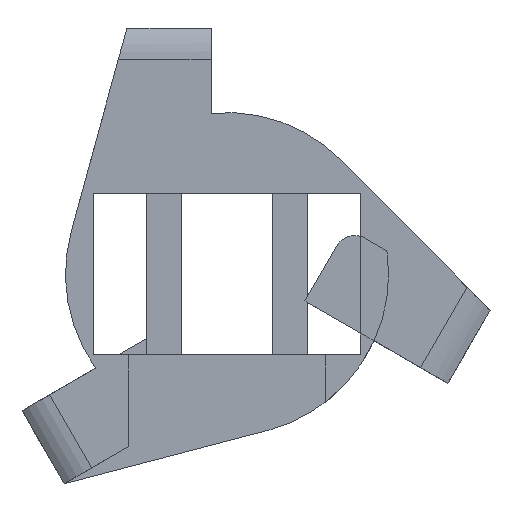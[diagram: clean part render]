
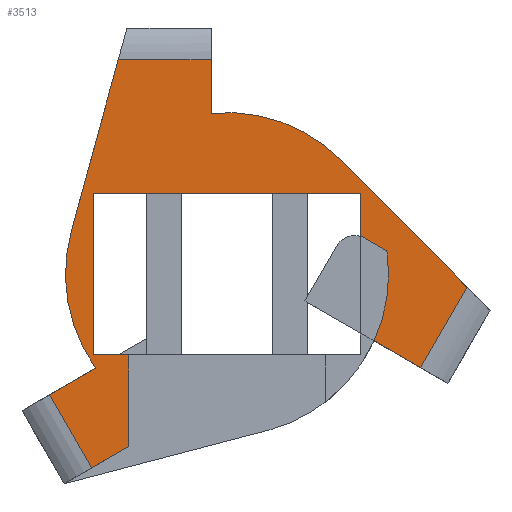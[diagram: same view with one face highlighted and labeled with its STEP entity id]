
A CAD part, front view. The second image highlights one B-rep face of the part: STEP entity #3513.
In plain terms, the highlighted planar face has unit normal (0, -1, 0).
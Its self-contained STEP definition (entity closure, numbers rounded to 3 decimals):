
#60=PLANE('',#3745);
#200=FACE_OUTER_BOUND('',#401,.T.);
#401=EDGE_LOOP('',(#2473,#2474,#2475,#2476,#2477,#2478,#2479,#2480,#2481,
#2482,#2483,#2484,#2485,#2486,#2487,#2488,#2489,#2490));
#597=CIRCLE('',#3727,46.);
#599=CIRCLE('',#3731,46.);
#601=CIRCLE('',#3735,46.);
#725=LINE('',#5121,#1119);
#727=LINE('',#5127,#1121);
#730=LINE('',#5136,#1124);
#732=LINE('',#5142,#1126);
#735=LINE('',#5151,#1129);
#737=LINE('',#5157,#1131);
#743=LINE('',#5172,#1137);
#746=LINE('',#5181,#1140);
#749=LINE('',#5190,#1143);
#750=LINE('',#5193,#1144);
#753=LINE('',#5199,#1147);
#756=LINE('',#5205,#1150);
#759=LINE('',#5211,#1153);
#762=LINE('',#5217,#1156);
#765=LINE('',#5222,#1159);
#1119=VECTOR('',#4055,15.);
#1121=VECTOR('',#4061,10.);
#1124=VECTOR('',#4068,15.);
#1126=VECTOR('',#4074,10.);
#1129=VECTOR('',#4081,15.);
#1131=VECTOR('',#4087,10.);
#1137=VECTOR('',#4101,10.);
#1140=VECTOR('',#4112,10.);
#1143=VECTOR('',#4123,10.);
#1144=VECTOR('',#4126,10.);
#1147=VECTOR('',#4131,10.);
#1150=VECTOR('',#4136,10.);
#1153=VECTOR('',#4141,10.);
#1156=VECTOR('',#4146,10.);
#1159=VECTOR('',#4151,10.);
#1516=VERTEX_POINT('',#5118);
#1517=VERTEX_POINT('',#5120);
#1519=VERTEX_POINT('',#5126);
#1522=VERTEX_POINT('',#5133);
#1523=VERTEX_POINT('',#5135);
#1525=VERTEX_POINT('',#5141);
#1528=VERTEX_POINT('',#5148);
#1529=VERTEX_POINT('',#5150);
#1531=VERTEX_POINT('',#5156);
#1533=VERTEX_POINT('',#5162);
#1536=VERTEX_POINT('',#5170);
#1538=VERTEX_POINT('',#5179);
#1540=VERTEX_POINT('',#5188);
#1541=VERTEX_POINT('',#5192);
#1543=VERTEX_POINT('',#5198);
#1545=VERTEX_POINT('',#5204);
#1547=VERTEX_POINT('',#5210);
#1549=VERTEX_POINT('',#5216);
#1856=EDGE_CURVE('',#1516,#1517,#725,.T.);
#1859=EDGE_CURVE('',#1519,#1517,#727,.T.);
#1863=EDGE_CURVE('',#1522,#1523,#730,.T.);
#1866=EDGE_CURVE('',#1525,#1523,#732,.T.);
#1870=EDGE_CURVE('',#1528,#1529,#735,.T.);
#1873=EDGE_CURVE('',#1531,#1529,#737,.T.);
#1876=EDGE_CURVE('',#1533,#1531,#597,.T.);
#1881=EDGE_CURVE('',#1528,#1536,#743,.T.);
#1882=EDGE_CURVE('',#1519,#1536,#599,.T.);
#1886=EDGE_CURVE('',#1516,#1538,#746,.T.);
#1887=EDGE_CURVE('',#1525,#1538,#601,.T.);
#1891=EDGE_CURVE('',#1522,#1540,#749,.T.);
#1892=EDGE_CURVE('',#1540,#1541,#750,.T.);
#1895=EDGE_CURVE('',#1543,#1541,#753,.T.);
#1898=EDGE_CURVE('',#1545,#1543,#756,.T.);
#1901=EDGE_CURVE('',#1547,#1545,#759,.T.);
#1904=EDGE_CURVE('',#1549,#1547,#762,.T.);
#1907=EDGE_CURVE('',#1533,#1549,#765,.T.);
#2473=ORIENTED_EDGE('',*,*,#1856,.F.);
#2474=ORIENTED_EDGE('',*,*,#1886,.T.);
#2475=ORIENTED_EDGE('',*,*,#1887,.F.);
#2476=ORIENTED_EDGE('',*,*,#1866,.T.);
#2477=ORIENTED_EDGE('',*,*,#1863,.F.);
#2478=ORIENTED_EDGE('',*,*,#1891,.T.);
#2479=ORIENTED_EDGE('',*,*,#1892,.T.);
#2480=ORIENTED_EDGE('',*,*,#1895,.F.);
#2481=ORIENTED_EDGE('',*,*,#1898,.F.);
#2482=ORIENTED_EDGE('',*,*,#1901,.F.);
#2483=ORIENTED_EDGE('',*,*,#1904,.F.);
#2484=ORIENTED_EDGE('',*,*,#1907,.F.);
#2485=ORIENTED_EDGE('',*,*,#1876,.T.);
#2486=ORIENTED_EDGE('',*,*,#1873,.T.);
#2487=ORIENTED_EDGE('',*,*,#1870,.F.);
#2488=ORIENTED_EDGE('',*,*,#1881,.T.);
#2489=ORIENTED_EDGE('',*,*,#1882,.F.);
#2490=ORIENTED_EDGE('',*,*,#1859,.T.);
#3513=ADVANCED_FACE('',(#200),#60,.F.);
#3727=AXIS2_PLACEMENT_3D('',#5163,#4092,#4093);
#3731=AXIS2_PLACEMENT_3D('',#5174,#4104,#4105);
#3735=AXIS2_PLACEMENT_3D('',#5183,#4115,#4116);
#3745=AXIS2_PLACEMENT_3D('',#5225,#4155,#4156);
#4055=DIRECTION('',(1.,0.,0.));
#4061=DIRECTION('',(0.,0.,1.));
#4068=DIRECTION('',(-0.5,0.,0.866));
#4074=DIRECTION('',(-0.866,0.,-0.5));
#4081=DIRECTION('',(-0.5,0.,-0.866));
#4087=DIRECTION('',(0.866,0.,-0.5));
#4092=DIRECTION('center_axis',(0.,1.,0.));
#4093=DIRECTION('ref_axis',(1.,0.,0.));
#4101=DIRECTION('',(-0.703,0.,0.711));
#4104=DIRECTION('center_axis',(0.,1.,0.));
#4105=DIRECTION('ref_axis',(1.,0.,0.));
#4112=DIRECTION('',(-0.265,0.,-0.964));
#4115=DIRECTION('center_axis',(0.,1.,0.));
#4116=DIRECTION('ref_axis',(1.,0.,0.));
#4123=DIRECTION('',(0.866,0.,0.5));
#4126=DIRECTION('',(0.,0.,1.));
#4131=DIRECTION('',(1.,0.,0.));
#4136=DIRECTION('',(0.,0.,-1.));
#4141=DIRECTION('',(-1.,0.,0.));
#4146=DIRECTION('',(0.,0.,1.));
#4151=DIRECTION('',(-0.866,0.,0.5));
#4155=DIRECTION('center_axis',(0.,1.,0.));
#4156=DIRECTION('ref_axis',(1.,0.,0.));
#5118=CARTESIAN_POINT('',(-30.968,0.,61.));
#5120=CARTESIAN_POINT('',(-4.5,0.,61.));
#5121=CARTESIAN_POINT('',(-4.5,0.,61.));
#5126=CARTESIAN_POINT('',(-4.5,0.,45.779));
#5127=CARTESIAN_POINT('',(-4.5,0.,23.));
#5133=CARTESIAN_POINT('',(-38.578,0.,-55.182));
#5135=CARTESIAN_POINT('',(-50.578,0.,-34.397));
#5136=CARTESIAN_POINT('',(-50.578,0.,-34.397));
#5141=CARTESIAN_POINT('',(-37.396,0.,-26.787));
#5142=CARTESIAN_POINT('',(-17.669,0.,-15.397));
#5148=CARTESIAN_POINT('',(68.312,0.,-3.681));
#5150=CARTESIAN_POINT('',(55.078,0.,-26.603));
#5151=CARTESIAN_POINT('',(55.078,0.,-26.603));
#5156=CARTESIAN_POINT('',(41.896,0.,-18.993));
#5157=CARTESIAN_POINT('',(22.169,0.,-7.603));
#5162=CARTESIAN_POINT('',(45.52,0.,6.628));
#5163=CARTESIAN_POINT('Origin',(0.,0.,0.));
#5170=CARTESIAN_POINT('',(32.718,0.,32.335));
#5172=CARTESIAN_POINT('',(74.872,0.,-10.318));
#5174=CARTESIAN_POINT('Origin',(0.,0.,0.));
#5179=CARTESIAN_POINT('',(-44.362,0.,12.167));
#5181=CARTESIAN_POINT('',(-28.5,0.,70.));
#5183=CARTESIAN_POINT('Origin',(0.,0.,0.));
#5188=CARTESIAN_POINT('',(-28.,0.,-49.075));
#5190=CARTESIAN_POINT('',(-46.372,0.,-59.682));
#5192=CARTESIAN_POINT('',(-28.,0.,-23.));
#5193=CARTESIAN_POINT('',(-28.,0.,-63.946));
#5198=CARTESIAN_POINT('',(-38.,0.,-23.));
#5199=CARTESIAN_POINT('',(-38.,0.,-23.));
#5204=CARTESIAN_POINT('',(-38.,0.,23.));
#5205=CARTESIAN_POINT('',(-38.,0.,23.));
#5210=CARTESIAN_POINT('',(38.,0.,23.));
#5211=CARTESIAN_POINT('',(38.,0.,23.));
#5216=CARTESIAN_POINT('',(38.,0.,10.97));
#5217=CARTESIAN_POINT('',(38.,0.,-23.));
#5222=CARTESIAN_POINT('',(74.872,0.,-10.318));
#5225=CARTESIAN_POINT('Origin',(8.25,0.,5.159));
